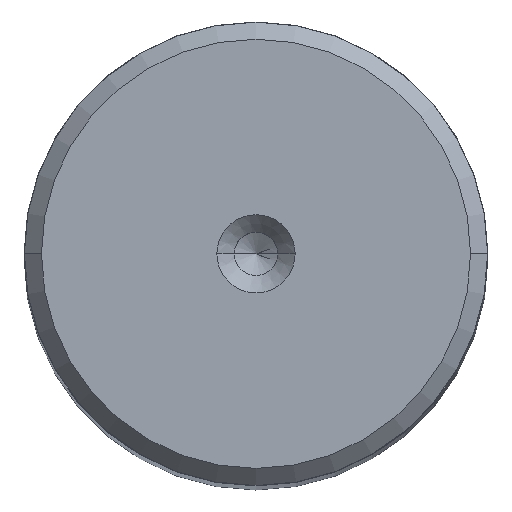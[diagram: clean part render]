
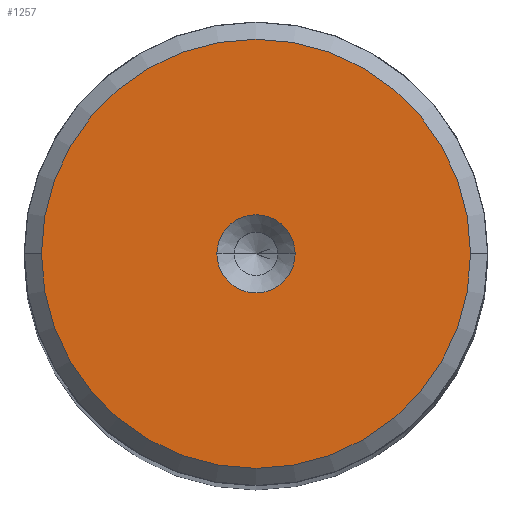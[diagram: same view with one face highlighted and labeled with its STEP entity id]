
A CAD part, top view. The second image highlights one B-rep face of the part: STEP entity #1257.
In plain terms, the highlighted planar face has unit normal (0, 0, 1).
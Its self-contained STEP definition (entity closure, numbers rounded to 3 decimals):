
#35 = VERTEX_POINT ( 'NONE', #1414 ) ;
#68 = CARTESIAN_POINT ( 'NONE',  ( 0., 0., 170. ) ) ;
#138 = CARTESIAN_POINT ( 'NONE',  ( 14.811, 0., 170. ) ) ;
#330 = FACE_BOUND ( 'NONE', #1568, .T. ) ;
#477 = DIRECTION ( 'NONE',  ( 0., 0., 1. ) ) ;
#561 = DIRECTION ( 'NONE',  ( 0., 0., 1. ) ) ;
#568 = CIRCLE ( 'NONE', #1881, 14.811 ) ;
#686 = EDGE_CURVE ( 'NONE', #35, #2263, #2015, .T. ) ;
#692 = DIRECTION ( 'NONE',  ( 1., 0., 0. ) ) ;
#702 = EDGE_CURVE ( 'NONE', #821, #1921, #568, .T. ) ;
#738 = DIRECTION ( 'NONE',  ( 0., 0., 1. ) ) ;
#740 = ORIENTED_EDGE ( 'NONE', *, *, #702, .T. ) ;
#771 = EDGE_CURVE ( 'NONE', #2263, #35, #1044, .T. ) ;
#791 = CARTESIAN_POINT ( 'NONE',  ( 0., 0., 170. ) ) ;
#821 = VERTEX_POINT ( 'NONE', #138 ) ;
#995 = EDGE_LOOP ( 'NONE', ( #1124, #740 ) ) ;
#1008 = FACE_OUTER_BOUND ( 'NONE', #995, .T. ) ;
#1011 = CIRCLE ( 'NONE', #1602, 14.811 ) ;
#1042 = ORIENTED_EDGE ( 'NONE', *, *, #771, .F. ) ;
#1044 = CIRCLE ( 'NONE', #1647, 2.7 ) ;
#1124 = ORIENTED_EDGE ( 'NONE', *, *, #2239, .T. ) ;
#1147 = DIRECTION ( 'NONE',  ( 1., 0., 0. ) ) ;
#1160 = CARTESIAN_POINT ( 'NONE',  ( 0., 0., 170. ) ) ;
#1257 = ADVANCED_FACE ( 'NONE', ( #330, #1008 ), #1629, .T. ) ;
#1337 = DIRECTION ( 'NONE',  ( 0., 0., 1. ) ) ;
#1410 = DIRECTION ( 'NONE',  ( 1., 0., 0. ) ) ;
#1414 = CARTESIAN_POINT ( 'NONE',  ( -2.7, 0., 170. ) ) ;
#1568 = EDGE_LOOP ( 'NONE', ( #1042, #2699 ) ) ;
#1602 = AXIS2_PLACEMENT_3D ( 'NONE', #68, #477, #2609 ) ;
#1619 = CARTESIAN_POINT ( 'NONE',  ( 0., 0., 170. ) ) ;
#1629 = PLANE ( 'NONE',  #2067 ) ;
#1647 = AXIS2_PLACEMENT_3D ( 'NONE', #1876, #2284, #1659 ) ;
#1659 = DIRECTION ( 'NONE',  ( 1., 0., 0. ) ) ;
#1876 = CARTESIAN_POINT ( 'NONE',  ( 0., 0., 170. ) ) ;
#1881 = AXIS2_PLACEMENT_3D ( 'NONE', #1160, #1337, #692 ) ;
#1921 = VERTEX_POINT ( 'NONE', #2570 ) ;
#2015 = CIRCLE ( 'NONE', #2301, 2.7 ) ;
#2067 = AXIS2_PLACEMENT_3D ( 'NONE', #1619, #738, #1410 ) ;
#2239 = EDGE_CURVE ( 'NONE', #1921, #821, #1011, .T. ) ;
#2263 = VERTEX_POINT ( 'NONE', #2617 ) ;
#2284 = DIRECTION ( 'NONE',  ( 0., 0., 1. ) ) ;
#2301 = AXIS2_PLACEMENT_3D ( 'NONE', #791, #561, #1147 ) ;
#2570 = CARTESIAN_POINT ( 'NONE',  ( -14.811, 0., 170. ) ) ;
#2609 = DIRECTION ( 'NONE',  ( 1., 0., 0. ) ) ;
#2617 = CARTESIAN_POINT ( 'NONE',  ( 2.7, 0., 170. ) ) ;
#2699 = ORIENTED_EDGE ( 'NONE', *, *, #686, .F. ) ;
